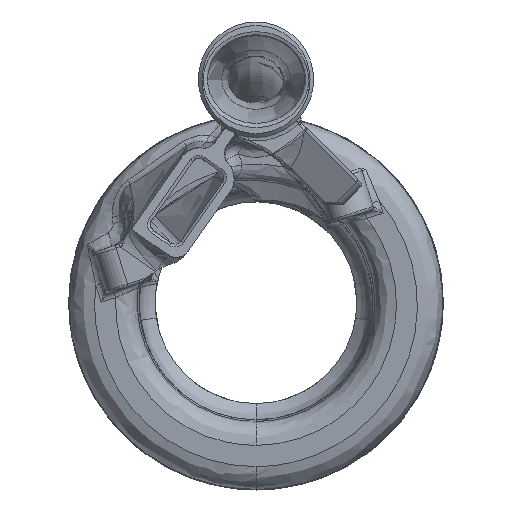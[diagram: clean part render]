
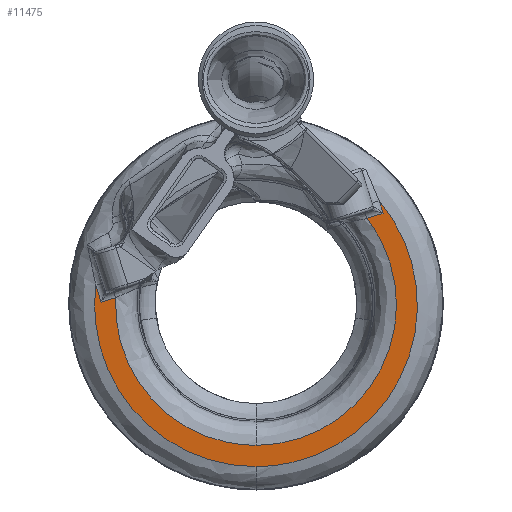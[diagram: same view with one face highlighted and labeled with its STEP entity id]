
A CAD part, top view. The second image highlights one B-rep face of the part: STEP entity #11475.
In plain terms, the highlighted planar face has unit normal (0, -0.105, 0.995).
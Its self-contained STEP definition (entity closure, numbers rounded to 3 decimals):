
#81=ELLIPSE('',#12297,22.525,22.4);
#84=ELLIPSE('',#12302,19.609,19.5);
#85=ELLIPSE('',#12303,19.609,19.5);
#86=ELLIPSE('',#12304,22.525,22.4);
#182=PLANE('',#12301);
#317=LINE('',#17861,#709);
#319=LINE('',#17868,#711);
#381=LINE('',#21922,#773);
#382=LINE('',#21923,#774);
#709=VECTOR('',#13296,10.);
#711=VECTOR('',#13304,10.);
#773=VECTOR('',#13686,10.);
#774=VECTOR('',#13687,10.);
#1448=FACE_OUTER_BOUND('',#2160,.T.);
#2160=EDGE_LOOP('',(#8243,#8244,#8245,#8246,#8247,#8248,#8249,#8250));
#4193=VERTEX_POINT('',#16881);
#4254=VERTEX_POINT('',#17708);
#4266=VERTEX_POINT('',#17860);
#4268=VERTEX_POINT('',#17866);
#4292=VERTEX_POINT('',#18036);
#4545=VERTEX_POINT('',#21849);
#4552=VERTEX_POINT('',#21918);
#4553=VERTEX_POINT('',#21920);
#5508=EDGE_CURVE('',#4254,#4266,#317,.T.);
#5512=EDGE_CURVE('',#4268,#4254,#319,.T.);
#5907=EDGE_CURVE('',#4266,#4545,#81,.T.);
#5916=EDGE_CURVE('',#4552,#4268,#84,.T.);
#5917=EDGE_CURVE('',#4553,#4552,#85,.T.);
#5918=EDGE_CURVE('',#4292,#4553,#381,.T.);
#5919=EDGE_CURVE('',#4193,#4292,#382,.T.);
#5920=EDGE_CURVE('',#4545,#4193,#86,.T.);
#8243=ORIENTED_EDGE('',*,*,#5508,.F.);
#8244=ORIENTED_EDGE('',*,*,#5512,.F.);
#8245=ORIENTED_EDGE('',*,*,#5916,.F.);
#8246=ORIENTED_EDGE('',*,*,#5917,.F.);
#8247=ORIENTED_EDGE('',*,*,#5918,.F.);
#8248=ORIENTED_EDGE('',*,*,#5919,.F.);
#8249=ORIENTED_EDGE('',*,*,#5920,.F.);
#8250=ORIENTED_EDGE('',*,*,#5907,.F.);
#11475=ADVANCED_FACE('',(#1448),#182,.F.);
#12297=AXIS2_PLACEMENT_3D('',#21850,#13672,#13673);
#12301=AXIS2_PLACEMENT_3D('',#21917,#13680,#13681);
#12302=AXIS2_PLACEMENT_3D('',#21919,#13682,#13683);
#12303=AXIS2_PLACEMENT_3D('',#21921,#13684,#13685);
#12304=AXIS2_PLACEMENT_3D('',#21924,#13688,#13689);
#13296=DIRECTION('',(-0.299,0.949,0.1));
#13304=DIRECTION('',(0.953,0.301,0.032));
#13672=DIRECTION('center_axis',(0.,0.105,-0.994));
#13673=DIRECTION('ref_axis',(0.,0.994,0.105));
#13680=DIRECTION('center_axis',(0.,0.105,-0.994));
#13681=DIRECTION('ref_axis',(0.,-0.994,-0.105));
#13682=DIRECTION('center_axis',(0.,-0.105,0.994));
#13683=DIRECTION('ref_axis',(0.,0.994,0.105));
#13684=DIRECTION('center_axis',(0.,-0.105,0.994));
#13685=DIRECTION('ref_axis',(0.,0.994,0.105));
#13686=DIRECTION('',(0.953,0.301,0.032));
#13687=DIRECTION('',(0.299,-0.949,-0.1));
#13688=DIRECTION('center_axis',(0.,0.105,-0.994));
#13689=DIRECTION('ref_axis',(0.,0.994,0.105));
#16881=CARTESIAN_POINT('',(-22.225,2.422,13.529));
#17708=CARTESIAN_POINT('',(17.627,12.373,14.581));
#17860=CARTESIAN_POINT('',(17.071,14.135,14.767));
#17861=CARTESIAN_POINT('',(13.528,25.372,15.956));
#17866=CARTESIAN_POINT('',(15.384,11.666,14.506));
#17868=CARTESIAN_POINT('',(10.628,10.167,14.348));
#18036=CARTESIAN_POINT('',(-21.476,0.045,13.277));
#21849=CARTESIAN_POINT('',(0.,-22.768,10.864));
#21850=CARTESIAN_POINT('Origin',(0.,-0.368,13.233));
#21917=CARTESIAN_POINT('Origin',(0.,33.534,16.819));
#21918=CARTESIAN_POINT('',(0.,-19.816,11.176));
#21919=CARTESIAN_POINT('Origin',(0.,-0.316,13.239));
#21920=CARTESIAN_POINT('',(-19.475,0.675,13.344));
#21921=CARTESIAN_POINT('Origin',(0.,-0.316,13.239));
#21922=CARTESIAN_POINT('',(-4.854,5.285,13.831));
#21923=CARTESIAN_POINT('',(-25.256,12.034,14.545));
#21924=CARTESIAN_POINT('Origin',(0.,-0.368,13.233));
